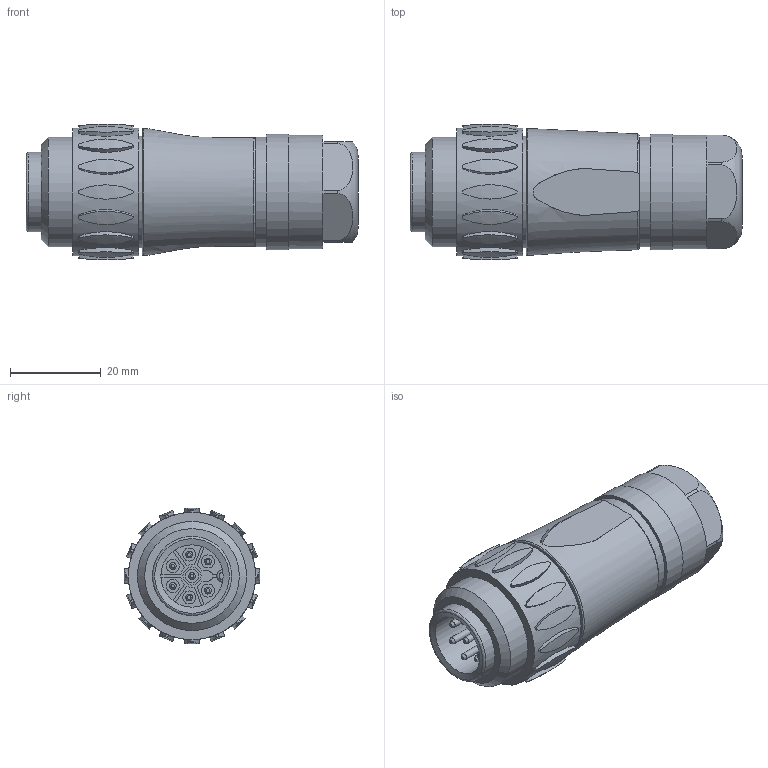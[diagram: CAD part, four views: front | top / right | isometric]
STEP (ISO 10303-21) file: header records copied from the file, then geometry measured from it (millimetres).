
FILE_DESCRIPTION( ( 'STEP AP203' ), '1' );
FILE_NAME( 'C01630H00611012.stp', '2020-01-22T15:26:26', ( '' ), ( '' ), ' ', 'PARTsolutions', ' ' );
FILE_SCHEMA( ( 'CONFIG_CONTROL_DESIGN' ) );
Length unit declared in the file: millimetre
Products named in the file (5): C01630H00611012; _C01630H00611012mc; _C01620H00311012bcs; _C01620H00311012cn; _C01620H00311012sr
Assembly tree (4 placements, depth 2):
  C01630H00611012
    _C01630H00611012mc
    _C01620H00311012bcs
    _C01620H00311012cn
    _C01620H00311012sr
Bounding box: 73 x 29.89 x 29.89 mm (x, y, z)
Volume: 26583.1 mm3; surface area: 17324.1 mm2
Topology: 4 solids, 4 shells, 369 faces, 937 edges, 616 vertices
Faces by surface type: plane 172, cylinder 157, bspline 16, cone 15, torus 9
Full cylindrical faces by diameter (mm): 1.5 x7, 2.5 x2, 2.85 x7, 4 x1, 9 x1, 13.7 x1, 14.5 x1, 17 x1, 17.4 x1, 17.8 x1, 19.9 x1, 21 x1, 21.142 x1, 22.8 x1, 24 x2, 24.5 x1, 25 x2, 25.5 x1, 28 x1
Entity records: 12556 total; most frequent: CARTESIAN_POINT 4010, ORIENTED_EDGE 1750, DIRECTION 1608, EDGE_CURVE 875, VERTEX_POINT 607, AXIS2_PLACEMENT_3D 601, EDGE_LOOP 467, FACE_OUTER_BOUND 407
